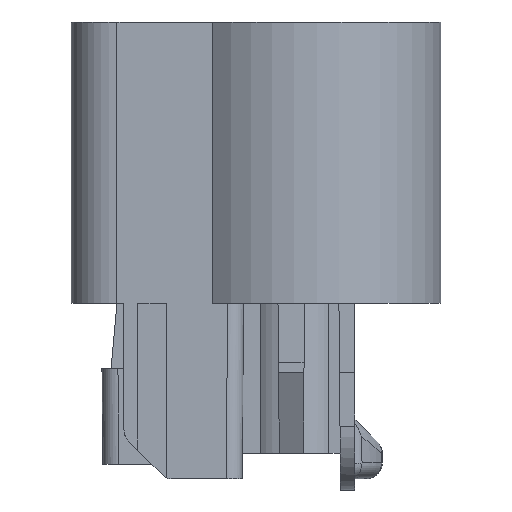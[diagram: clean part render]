
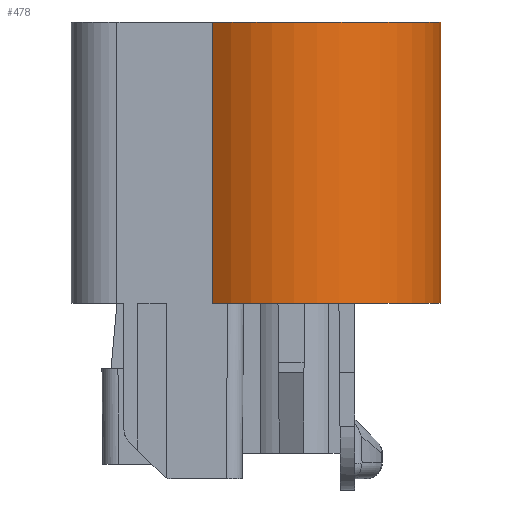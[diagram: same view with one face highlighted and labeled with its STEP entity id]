
A CAD part, left-side view. The second image highlights one B-rep face of the part: STEP entity #478.
In plain terms, the highlighted cylindrical face has radius 8.6 mm (diameter 17.2 mm), a partial arc.
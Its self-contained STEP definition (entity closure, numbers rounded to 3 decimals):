
#151=CYLINDRICAL_SURFACE('',#4177,8.6);
#254=CIRCLE('',#4024,8.6);
#294=CIRCLE('',#4152,8.6);
#478=ADVANCED_FACE('',(#816),#151,.T.);
#816=FACE_OUTER_BOUND('',#1027,.T.);
#1027=EDGE_LOOP('',(#2038,#2039,#2040,#2041));
#2038=ORIENTED_EDGE('',*,*,#3010,.F.);
#2039=ORIENTED_EDGE('',*,*,#2727,.T.);
#2040=ORIENTED_EDGE('',*,*,#3003,.T.);
#2041=ORIENTED_EDGE('',*,*,#2975,.T.);
#2296=VERTEX_POINT('',#5690);
#2297=VERTEX_POINT('',#5692);
#2466=VERTEX_POINT('',#6351);
#2467=VERTEX_POINT('',#6353);
#2727=EDGE_CURVE('',#2297,#2296,#254,.T.);
#2975=EDGE_CURVE('',#2467,#2466,#294,.T.);
#3003=EDGE_CURVE('',#2296,#2467,#3436,.T.);
#3010=EDGE_CURVE('',#2297,#2466,#3443,.T.);
#3436=LINE('',#6406,#3869);
#3443=LINE('',#6419,#3876);
#3869=VECTOR('',#5107,1.);
#3876=VECTOR('',#5126,1.);
#4024=AXIS2_PLACEMENT_3D('',#5691,#4622,#4623);
#4152=AXIS2_PLACEMENT_3D('',#6352,#5050,#5051);
#4177=AXIS2_PLACEMENT_3D('',#6421,#5129,#5130);
#4622=DIRECTION('',(0.,0.,-1.));
#4623=DIRECTION('',(-1.,0.,0.));
#5050=DIRECTION('',(0.,0.,1.));
#5051=DIRECTION('',(-1.,0.,0.));
#5107=DIRECTION('',(0.,0.,-1.));
#5126=DIRECTION('',(0.,0.,-1.));
#5129=DIRECTION('',(0.,0.,-1.));
#5130=DIRECTION('',(-1.,0.,0.));
#5690=CARTESIAN_POINT('',(-9.723,5.662,6.7));
#5691=CARTESIAN_POINT('',(-3.25,0.,6.7));
#5692=CARTESIAN_POINT('',(-3.25,-8.6,6.7));
#6351=CARTESIAN_POINT('',(-3.25,-8.6,-10.9));
#6352=CARTESIAN_POINT('',(-3.25,0.,-10.9));
#6353=CARTESIAN_POINT('',(-9.723,5.662,-10.9));
#6406=CARTESIAN_POINT('',(-9.723,5.662,6.3));
#6419=CARTESIAN_POINT('',(-3.25,-8.6,6.7));
#6421=CARTESIAN_POINT('',(-3.25,0.,6.3));
